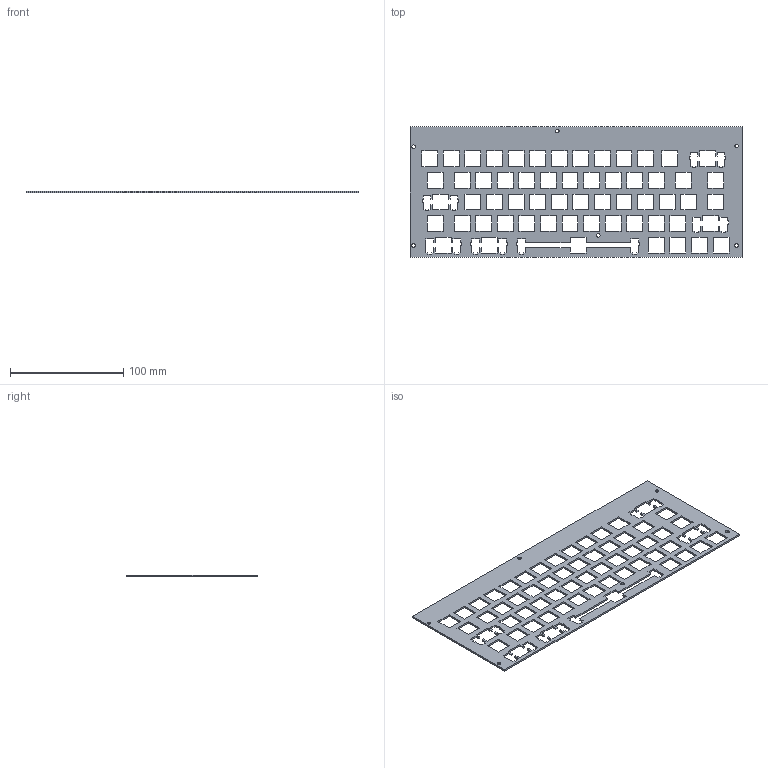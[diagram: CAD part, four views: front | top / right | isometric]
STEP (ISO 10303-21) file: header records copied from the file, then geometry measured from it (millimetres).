
FILE_DESCRIPTION(('KiCad electronic assembly'),'2;1');
FILE_NAME('keyboard_cherry_plate.step','2023-10-16T23:50:26',('Pcbnew'), ('Kicad'),'Open CASCADE STEP processor 7.6','KiCad to STEP converter', 'Unknown');
FILE_SCHEMA(('AUTOMOTIVE_DESIGN { 1 0 10303 214 1 1 1 1 }'));
Length unit declared in the file: millimetre
Products named in the file (2): keyboard_cherry_plate 1; PCB
Assembly tree (1 placements, depth 2):
  keyboard_cherry_plate 1
    PCB
Bounding box: 293.1 x 115.4 x 1.58 mm (x, y, z)
Volume: 32716.3 mm3; surface area: 48942.7 mm2
Topology: 1 solids, 1 shells, 440 faces, 1314 edges, 876 vertices
Faces by surface type: plane 434, cylinder 6
Full cylindrical faces by diameter (mm): 3.2 x6
Entity records: 31915 total; most frequent: CARTESIAN_POINT 5332, DIRECTION 4826, LINE 3918, VECTOR 3918, ORIENTED_EDGE 2628, PCURVE 2628, DEFINITIONAL_REPRESENTATION 2628, EDGE_CURVE 1314
